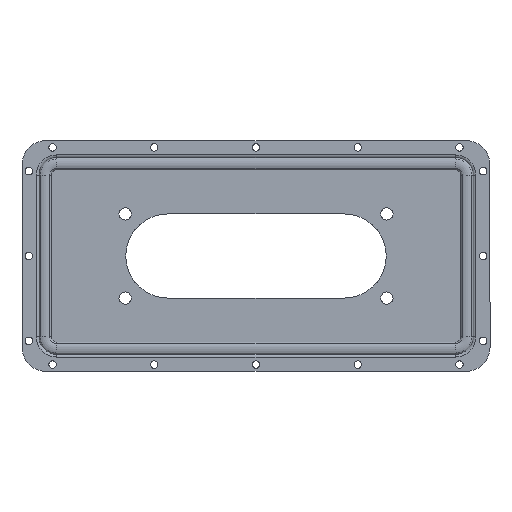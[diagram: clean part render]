
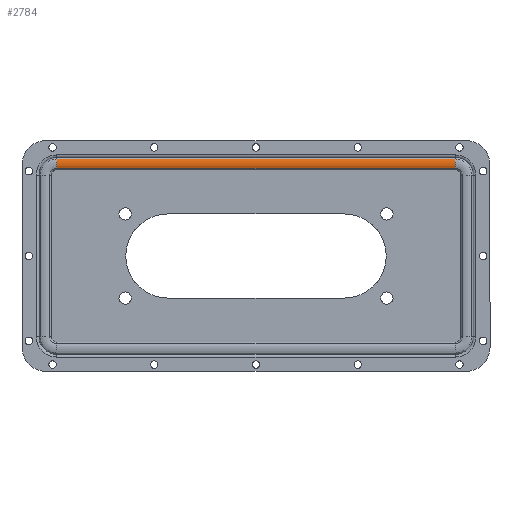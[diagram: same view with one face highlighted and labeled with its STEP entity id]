
A CAD part, top view. The second image highlights one B-rep face of the part: STEP entity #2784.
In plain terms, the highlighted cylindrical face has radius 8.5 mm (diameter 17 mm), a partial arc.
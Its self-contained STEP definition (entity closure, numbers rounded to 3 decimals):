
#63 = ORIENTED_EDGE ( 'NONE', *, *, #2219, .F. ) ;
#283 = VECTOR ( 'NONE', #2437, 1000. ) ;
#361 = DIRECTION ( 'NONE',  ( 0., 0., 1. ) ) ;
#534 = DIRECTION ( 'NONE',  ( 0., -1., 0. ) ) ;
#552 = CARTESIAN_POINT ( 'NONE',  ( 147., 68., -4. ) ) ;
#558 = DIRECTION ( 'NONE',  ( -1., 0., 0. ) ) ;
#600 = ORIENTED_EDGE ( 'NONE', *, *, #1422, .F. ) ;
#686 = EDGE_CURVE ( 'NONE', #2601, #2214, #3884, .T. ) ;
#831 = CIRCLE ( 'NONE', #3179, 8.5 ) ;
#865 = DIRECTION ( 'NONE',  ( 0., 0., 1. ) ) ;
#968 = CYLINDRICAL_SURFACE ( 'NONE', #2681, 8.5 ) ;
#1422 = EDGE_CURVE ( 'NONE', #1669, #3613, #2460, .T. ) ;
#1669 = VERTEX_POINT ( 'NONE', #3997 ) ;
#1863 = EDGE_CURVE ( 'NONE', #1669, #2601, #3406, .T. ) ;
#1897 = CARTESIAN_POINT ( 'NONE',  ( -147., 71.269, 3.846 ) ) ;
#1970 = ORIENTED_EDGE ( 'NONE', *, *, #1863, .T. ) ;
#2214 = VERTEX_POINT ( 'NONE', #1897 ) ;
#2219 = EDGE_CURVE ( 'NONE', #3613, #2214, #831, .T. ) ;
#2250 = CARTESIAN_POINT ( 'NONE',  ( -147., 68., -4. ) ) ;
#2262 = EDGE_LOOP ( 'NONE', ( #1970, #2837, #63, #600 ) ) ;
#2361 = FACE_OUTER_BOUND ( 'NONE', #2262, .T. ) ;
#2437 = DIRECTION ( 'NONE',  ( -1., 0., 0. ) ) ;
#2456 = VECTOR ( 'NONE', #2889, 1000. ) ;
#2460 = LINE ( 'NONE', #2843, #283 ) ;
#2601 = VERTEX_POINT ( 'NONE', #3009 ) ;
#2681 = AXIS2_PLACEMENT_3D ( 'NONE', #4543, #558, #534 ) ;
#2784 = ADVANCED_FACE ( 'NONE', ( #2361 ), #968, .T. ) ;
#2837 = ORIENTED_EDGE ( 'NONE', *, *, #686, .T. ) ;
#2843 = CARTESIAN_POINT ( 'NONE',  ( 147., 64.731, 3.846 ) ) ;
#2863 = CARTESIAN_POINT ( 'NONE',  ( 147., 71.269, 3.846 ) ) ;
#2889 = DIRECTION ( 'NONE',  ( -1., 0., 0. ) ) ;
#3009 = CARTESIAN_POINT ( 'NONE',  ( 147., 71.269, 3.846 ) ) ;
#3179 = AXIS2_PLACEMENT_3D ( 'NONE', #2250, #3700, #361 ) ;
#3193 = CARTESIAN_POINT ( 'NONE',  ( -147., 64.731, 3.846 ) ) ;
#3406 = CIRCLE ( 'NONE', #4004, 8.5 ) ;
#3613 = VERTEX_POINT ( 'NONE', #3193 ) ;
#3700 = DIRECTION ( 'NONE',  ( -1., 0., 0. ) ) ;
#3884 = LINE ( 'NONE', #2863, #2456 ) ;
#3997 = CARTESIAN_POINT ( 'NONE',  ( 147., 64.731, 3.846 ) ) ;
#4004 = AXIS2_PLACEMENT_3D ( 'NONE', #552, #4560, #865 ) ;
#4543 = CARTESIAN_POINT ( 'NONE',  ( 147., 68., -4. ) ) ;
#4560 = DIRECTION ( 'NONE',  ( -1., 0., 0. ) ) ;
